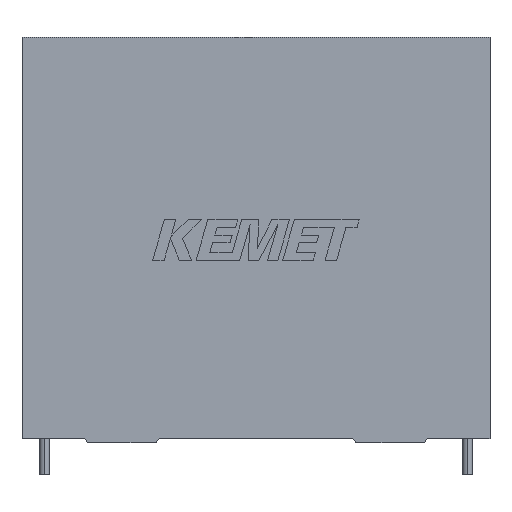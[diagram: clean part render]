
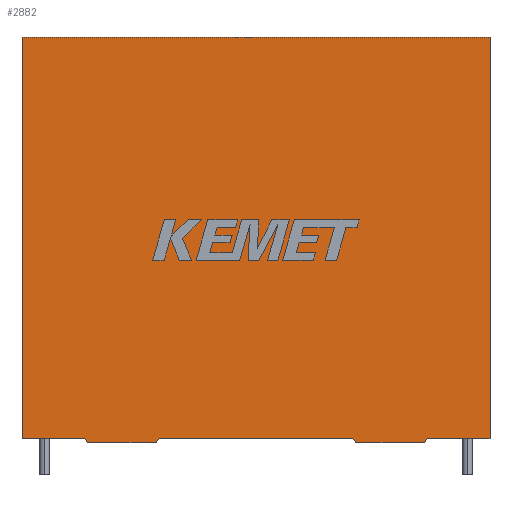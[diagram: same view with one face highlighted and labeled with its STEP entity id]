
A CAD part, top view. The second image highlights one B-rep face of the part: STEP entity #2882.
In plain terms, the highlighted planar face has unit normal (0, 0, 1).
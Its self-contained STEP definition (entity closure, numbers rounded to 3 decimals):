
#38 = CARTESIAN_POINT ( 'NONE',  ( 0., 49.8, 35.5 ) ) ;
#114 = EDGE_CURVE ( 'NONE', #2500, #2482, #2400, .T. ) ;
#118 = CARTESIAN_POINT ( 'NONE',  ( 0., 49.8, 35.5 ) ) ;
#138 = EDGE_CURVE ( 'NONE', #312, #696, #1713, .T. ) ;
#162 = CARTESIAN_POINT ( 'NONE',  ( 58.1, 49.8, 35.5 ) ) ;
#192 = LINE ( 'NONE', #3211, #2450 ) ;
#209 = EDGE_CURVE ( 'NONE', #696, #2145, #2232, .T. ) ;
#275 = CARTESIAN_POINT ( 'NONE',  ( 0., 0., 35.5 ) ) ;
#312 = VERTEX_POINT ( 'NONE', #505 ) ;
#333 = CARTESIAN_POINT ( 'NONE',  ( 16.662, -0.5, 35.5 ) ) ;
#366 = VECTOR ( 'NONE', #973, 1000. ) ;
#452 = DIRECTION ( 'NONE',  ( -1., 0., 0. ) ) ;
#468 = CARTESIAN_POINT ( 'NONE',  ( 58.1, 0., 35.5 ) ) ;
#475 = LINE ( 'NONE', #1244, #3045 ) ;
#505 = CARTESIAN_POINT ( 'NONE',  ( 50.3, 0., 35.5 ) ) ;
#513 = VERTEX_POINT ( 'NONE', #3062 ) ;
#675 = DIRECTION ( 'NONE',  ( 0., -1., 0. ) ) ;
#688 = EDGE_CURVE ( 'NONE', #1523, #720, #1070, .T. ) ;
#696 = VERTEX_POINT ( 'NONE', #1578 ) ;
#720 = VERTEX_POINT ( 'NONE', #1035 ) ;
#884 = ORIENTED_EDGE ( 'NONE', *, *, #1671, .F. ) ;
#907 = PLANE ( 'NONE',  #1277 ) ;
#931 = EDGE_CURVE ( 'NONE', #2145, #2303, #957, .T. ) ;
#952 = VECTOR ( 'NONE', #2647, 1000. ) ;
#957 = LINE ( 'NONE', #118, #2939 ) ;
#973 = DIRECTION ( 'NONE',  ( -0.573, 0.819, 0. ) ) ;
#975 = VECTOR ( 'NONE', #3243, 1000. ) ;
#978 = EDGE_CURVE ( 'NONE', #513, #2423, #192, .T. ) ;
#1035 = CARTESIAN_POINT ( 'NONE',  ( 7.8, 0., 35.5 ) ) ;
#1070 = LINE ( 'NONE', #275, #2372 ) ;
#1099 = EDGE_CURVE ( 'NONE', #2303, #1523, #2487, .T. ) ;
#1165 = DIRECTION ( 'NONE',  ( 0., 0., -1. ) ) ;
#1173 = CARTESIAN_POINT ( 'NONE',  ( 41.088, 0., 35.5 ) ) ;
#1244 = CARTESIAN_POINT ( 'NONE',  ( 0., 0., 35.5 ) ) ;
#1272 = CARTESIAN_POINT ( 'NONE',  ( 8.15, -0.5, 35.5 ) ) ;
#1277 = AXIS2_PLACEMENT_3D ( 'NONE', #2710, #1165, #1955 ) ;
#1278 = ORIENTED_EDGE ( 'NONE', *, *, #3284, .T. ) ;
#1347 = ORIENTED_EDGE ( 'NONE', *, *, #209, .T. ) ;
#1440 = CARTESIAN_POINT ( 'NONE',  ( 41.438, -0.5, 35.5 ) ) ;
#1452 = VECTOR ( 'NONE', #2213, 1000. ) ;
#1477 = ORIENTED_EDGE ( 'NONE', *, *, #931, .T. ) ;
#1478 = ORIENTED_EDGE ( 'NONE', *, *, #978, .F. ) ;
#1523 = VERTEX_POINT ( 'NONE', #3164 ) ;
#1553 = VECTOR ( 'NONE', #1805, 1000. ) ;
#1578 = CARTESIAN_POINT ( 'NONE',  ( 58.1, 0., 35.5 ) ) ;
#1599 = EDGE_CURVE ( 'NONE', #312, #513, #2692, .T. ) ;
#1618 = ORIENTED_EDGE ( 'NONE', *, *, #688, .T. ) ;
#1622 = CARTESIAN_POINT ( 'NONE',  ( 7.8, 0., 35.5 ) ) ;
#1646 = VERTEX_POINT ( 'NONE', #2763 ) ;
#1655 = LINE ( 'NONE', #333, #952 ) ;
#1671 = EDGE_CURVE ( 'NONE', #2423, #2844, #1734, .T. ) ;
#1705 = DIRECTION ( 'NONE',  ( -0.573, -0.819, 0. ) ) ;
#1708 = ORIENTED_EDGE ( 'NONE', *, *, #2025, .T. ) ;
#1713 = LINE ( 'NONE', #2994, #1452 ) ;
#1734 = LINE ( 'NONE', #1440, #366 ) ;
#1805 = DIRECTION ( 'NONE',  ( 0., 1., 0. ) ) ;
#1874 = ORIENTED_EDGE ( 'NONE', *, *, #1099, .T. ) ;
#1895 = FACE_OUTER_BOUND ( 'NONE', #2233, .T. ) ;
#1955 = DIRECTION ( 'NONE',  ( -1., 0., 0. ) ) ;
#2025 = EDGE_CURVE ( 'NONE', #720, #2500, #2830, .T. ) ;
#2118 = ORIENTED_EDGE ( 'NONE', *, *, #138, .T. ) ;
#2145 = VERTEX_POINT ( 'NONE', #162 ) ;
#2152 = VECTOR ( 'NONE', #2339, 1000. ) ;
#2212 = VECTOR ( 'NONE', #1705, 1000. ) ;
#2213 = DIRECTION ( 'NONE',  ( 1., 0., 0. ) ) ;
#2232 = LINE ( 'NONE', #468, #1553 ) ;
#2233 = EDGE_LOOP ( 'NONE', ( #1874, #1618, #1708, #2486, #1278, #2975, #884, #1478, #2568, #2118, #1347, #1477 ) ) ;
#2257 = CARTESIAN_POINT ( 'NONE',  ( 0., 0., 35.5 ) ) ;
#2303 = VERTEX_POINT ( 'NONE', #38 ) ;
#2324 = CARTESIAN_POINT ( 'NONE',  ( 41.438, -0.5, 35.5 ) ) ;
#2339 = DIRECTION ( 'NONE',  ( 0.573, -0.819, 0. ) ) ;
#2372 = VECTOR ( 'NONE', #2865, 1000. ) ;
#2400 = LINE ( 'NONE', #2480, #975 ) ;
#2422 = DIRECTION ( 'NONE',  ( -1., 0., 0. ) ) ;
#2423 = VERTEX_POINT ( 'NONE', #2324 ) ;
#2450 = VECTOR ( 'NONE', #452, 1000. ) ;
#2480 = CARTESIAN_POINT ( 'NONE',  ( 8.15, -0.5, 35.5 ) ) ;
#2482 = VERTEX_POINT ( 'NONE', #3072 ) ;
#2486 = ORIENTED_EDGE ( 'NONE', *, *, #114, .T. ) ;
#2487 = LINE ( 'NONE', #2257, #3048 ) ;
#2500 = VERTEX_POINT ( 'NONE', #1272 ) ;
#2568 = ORIENTED_EDGE ( 'NONE', *, *, #1599, .F. ) ;
#2647 = DIRECTION ( 'NONE',  ( 0.573, 0.819, 0. ) ) ;
#2692 = LINE ( 'NONE', #2715, #2212 ) ;
#2710 = CARTESIAN_POINT ( 'NONE',  ( 0., 0., 35.5 ) ) ;
#2715 = CARTESIAN_POINT ( 'NONE',  ( 50.3, 0., 35.5 ) ) ;
#2763 = CARTESIAN_POINT ( 'NONE',  ( 17.012, 0., 35.5 ) ) ;
#2830 = LINE ( 'NONE', #1622, #2152 ) ;
#2844 = VERTEX_POINT ( 'NONE', #1173 ) ;
#2865 = DIRECTION ( 'NONE',  ( 1., 0., 0. ) ) ;
#2882 = ADVANCED_FACE ( 'NONE', ( #1895 ), #907, .F. ) ;
#2939 = VECTOR ( 'NONE', #2422, 1000. ) ;
#2950 = EDGE_CURVE ( 'NONE', #1646, #2844, #475, .T. ) ;
#2975 = ORIENTED_EDGE ( 'NONE', *, *, #2950, .T. ) ;
#2994 = CARTESIAN_POINT ( 'NONE',  ( 0., 0., 35.5 ) ) ;
#3045 = VECTOR ( 'NONE', #3055, 1000. ) ;
#3048 = VECTOR ( 'NONE', #675, 1000. ) ;
#3055 = DIRECTION ( 'NONE',  ( 1., 0., 0. ) ) ;
#3062 = CARTESIAN_POINT ( 'NONE',  ( 49.95, -0.5, 35.5 ) ) ;
#3072 = CARTESIAN_POINT ( 'NONE',  ( 16.662, -0.5, 35.5 ) ) ;
#3164 = CARTESIAN_POINT ( 'NONE',  ( 0., 0., 35.5 ) ) ;
#3211 = CARTESIAN_POINT ( 'NONE',  ( 49.95, -0.5, 35.5 ) ) ;
#3243 = DIRECTION ( 'NONE',  ( 1., 0., 0. ) ) ;
#3284 = EDGE_CURVE ( 'NONE', #2482, #1646, #1655, .T. ) ;
